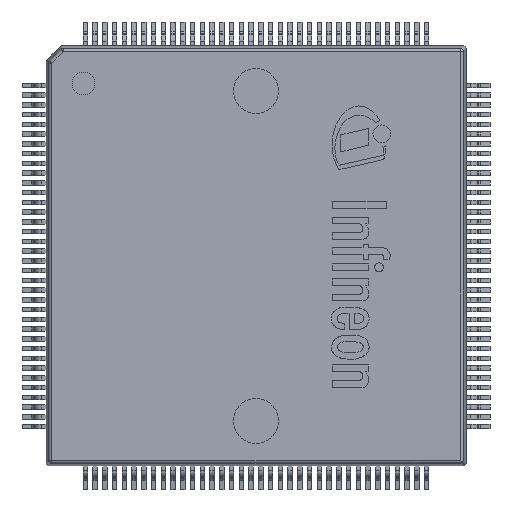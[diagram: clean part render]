
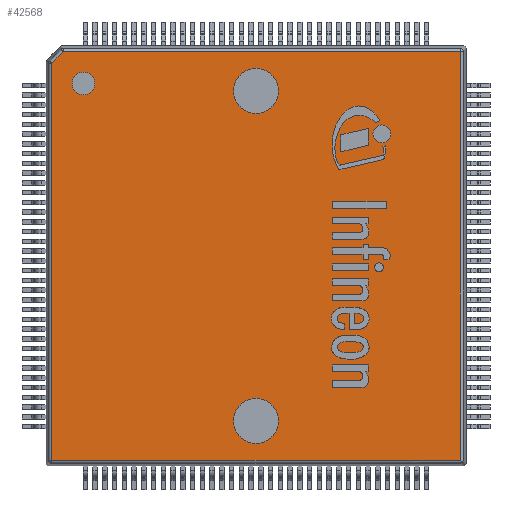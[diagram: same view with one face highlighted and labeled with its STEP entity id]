
A CAD part, top view. The second image highlights one B-rep face of the part: STEP entity #42568.
In plain terms, the highlighted planar face has unit normal (0, 0, 1).
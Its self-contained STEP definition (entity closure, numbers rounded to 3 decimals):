
#96=FACE_BOUND('',#4523,.T.);
#97=FACE_BOUND('',#4524,.T.);
#98=FACE_BOUND('',#4525,.T.);
#448=PLANE('',#45253);
#2031=FACE_OUTER_BOUND('',#4522,.T.);
#4522=EDGE_LOOP('',(#28886,#28887,#28888,#28889,#28890));
#4523=EDGE_LOOP('',(#28891));
#4524=EDGE_LOOP('',(#28892));
#4525=EDGE_LOOP('',(#28893));
#7017=LINE('',#62705,#11627);
#7019=LINE('',#62712,#11629);
#7028=LINE('',#62759,#11638);
#7030=LINE('',#62762,#11640);
#7032=LINE('',#62765,#11642);
#11627=VECTOR('',#49560,1.);
#11629=VECTOR('',#49568,1.);
#11638=VECTOR('',#49623,1.);
#11640=VECTOR('',#49627,1.);
#11642=VECTOR('',#49631,1.);
#16223=CIRCLE('',#45205,0.75);
#16225=CIRCLE('',#45209,1.5);
#16227=CIRCLE('',#45213,1.5);
#18020=VERTEX_POINT('',#62669);
#18022=VERTEX_POINT('',#62675);
#18024=VERTEX_POINT('',#62681);
#18032=VERTEX_POINT('',#62702);
#18033=VERTEX_POINT('',#62704);
#18035=VERTEX_POINT('',#62710);
#18040=VERTEX_POINT('',#62725);
#18045=VERTEX_POINT('',#62738);
#22325=EDGE_CURVE('',#18020,#18020,#16223,.T.);
#22327=EDGE_CURVE('',#18022,#18022,#16225,.T.);
#22329=EDGE_CURVE('',#18024,#18024,#16227,.T.);
#22339=EDGE_CURVE('',#18032,#18033,#7017,.T.);
#22343=EDGE_CURVE('',#18035,#18032,#7019,.T.);
#22366=EDGE_CURVE('',#18033,#18045,#7028,.T.);
#22368=EDGE_CURVE('',#18045,#18040,#7030,.T.);
#22370=EDGE_CURVE('',#18040,#18035,#7032,.T.);
#28886=ORIENTED_EDGE('',*,*,#22343,.F.);
#28887=ORIENTED_EDGE('',*,*,#22370,.F.);
#28888=ORIENTED_EDGE('',*,*,#22368,.F.);
#28889=ORIENTED_EDGE('',*,*,#22366,.F.);
#28890=ORIENTED_EDGE('',*,*,#22339,.F.);
#28891=ORIENTED_EDGE('',*,*,#22325,.T.);
#28892=ORIENTED_EDGE('',*,*,#22327,.T.);
#28893=ORIENTED_EDGE('',*,*,#22329,.T.);
#42568=ADVANCED_FACE('',(#2031,#96,#97,#98),#448,.T.);
#45205=AXIS2_PLACEMENT_3D('',#62670,#49521,#49522);
#45209=AXIS2_PLACEMENT_3D('',#62676,#49529,#49530);
#45213=AXIS2_PLACEMENT_3D('',#62682,#49537,#49538);
#45253=AXIS2_PLACEMENT_3D('',#62773,#49642,#49643);
#49521=DIRECTION('center_axis',(0.,0.,-1.));
#49522=DIRECTION('ref_axis',(-1.,0.,0.));
#49529=DIRECTION('center_axis',(0.,0.,-1.));
#49530=DIRECTION('ref_axis',(-1.,0.,0.));
#49537=DIRECTION('center_axis',(0.,0.,-1.));
#49538=DIRECTION('ref_axis',(-1.,0.,0.));
#49560=DIRECTION('',(-1.,0.,0.));
#49568=DIRECTION('',(0.,-1.,0.));
#49623=DIRECTION('',(0.,1.,0.));
#49627=DIRECTION('',(0.707,0.707,0.));
#49631=DIRECTION('',(1.,0.,0.));
#49642=DIRECTION('center_axis',(0.,0.,1.));
#49643=DIRECTION('ref_axis',(1.,0.,0.));
#62669=CARTESIAN_POINT('',(-10.75,11.5,2.75));
#62670=CARTESIAN_POINT('Origin',(-11.5,11.5,2.75));
#62675=CARTESIAN_POINT('',(1.5,-11.,2.75));
#62676=CARTESIAN_POINT('Origin',(0.,-11.,2.75));
#62681=CARTESIAN_POINT('',(1.5,11.,2.75));
#62682=CARTESIAN_POINT('Origin',(0.,11.,2.75));
#62702=CARTESIAN_POINT('',(13.625,-13.625,2.75));
#62704=CARTESIAN_POINT('',(-13.625,-13.625,2.75));
#62705=CARTESIAN_POINT('',(7.038,-13.625,2.75));
#62710=CARTESIAN_POINT('',(13.625,13.625,2.75));
#62712=CARTESIAN_POINT('',(13.625,6.962,2.75));
#62725=CARTESIAN_POINT('',(-12.845,13.625,2.75));
#62738=CARTESIAN_POINT('',(-13.625,12.845,2.75));
#62759=CARTESIAN_POINT('',(-13.625,-7.038,2.75));
#62762=CARTESIAN_POINT('',(-13.485,12.985,2.75));
#62765=CARTESIAN_POINT('',(-6.462,13.625,2.75));
#62773=CARTESIAN_POINT('Origin',(0.075,-0.075,
2.75));
